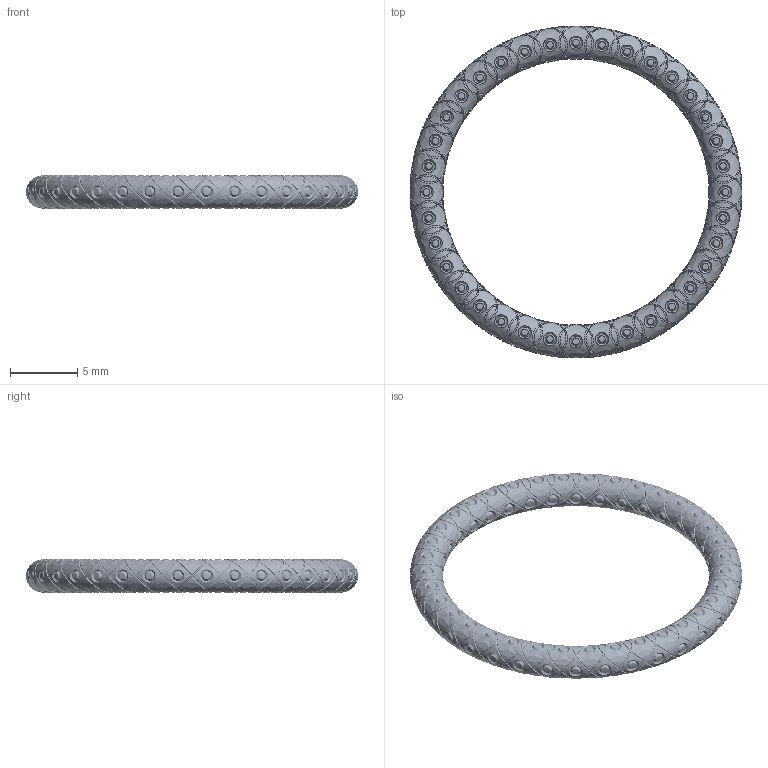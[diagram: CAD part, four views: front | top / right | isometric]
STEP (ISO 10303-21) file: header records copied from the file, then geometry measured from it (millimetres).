
FILE_DESCRIPTION(('FreeCAD Model'),'2;1');
FILE_NAME('Open CASCADE Shape Model','2025-04-25T15:48:42',('FreeCAD'),( 'FreeCAD'),'Open CASCADE STEP processor 7.6','FreeCAD','Unknown');
FILE_SCHEMA(('AUTOMOTIVE_DESIGN { 1 0 10303 214 1 1 1 1 }'));
Products named in the file (1): Open CASCADE STEP translator 7.6 1
Bounding box: 24.71 x 24.71 x 2.47 mm (x, y, z)
Volume: 325.9 mm3; surface area: 1341.5 mm2
Topology: 73 solids, 73 shells, 1224 faces, 3024 edges, 1944 vertices
Faces by surface type: bspline 1224
Entity records: 126336 total; most frequent: CARTESIAN_POINT 107455, ORIENTED_EDGE 6048, EDGE_CURVE 3024, B_SPLINE_CURVE_WITH_KNOTS 3024, VERTEX_POINT 1944, FACE_BOUND 1368, EDGE_LOOP 1368, ADVANCED_FACE 1224
